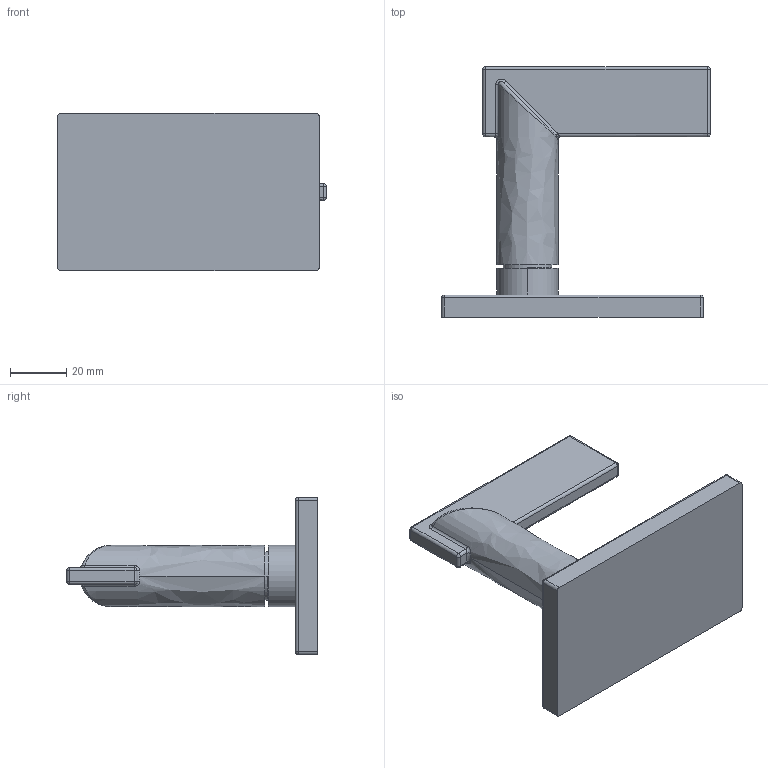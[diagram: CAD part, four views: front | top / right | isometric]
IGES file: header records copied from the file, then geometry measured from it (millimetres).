
Start section:  PTC IGES file: 3-609.igs
Global section: file name: 3-609.igs; native system: Creo Parametric by PTC Inc.; preprocessor: 2018400; author: jinson.thomas; organization: Unknown; date: 20210104.150614; units: inch
Bounding box: 95.5 x 89.15 x 55.88 mm (x, y, z)
Volume: 76419.1 mm3; surface area: 26962.4 mm2
Topology: 1 solids, 2 shells, 76 faces, 170 edges, 100 vertices
Faces by surface type: revolution 46, bspline 30
